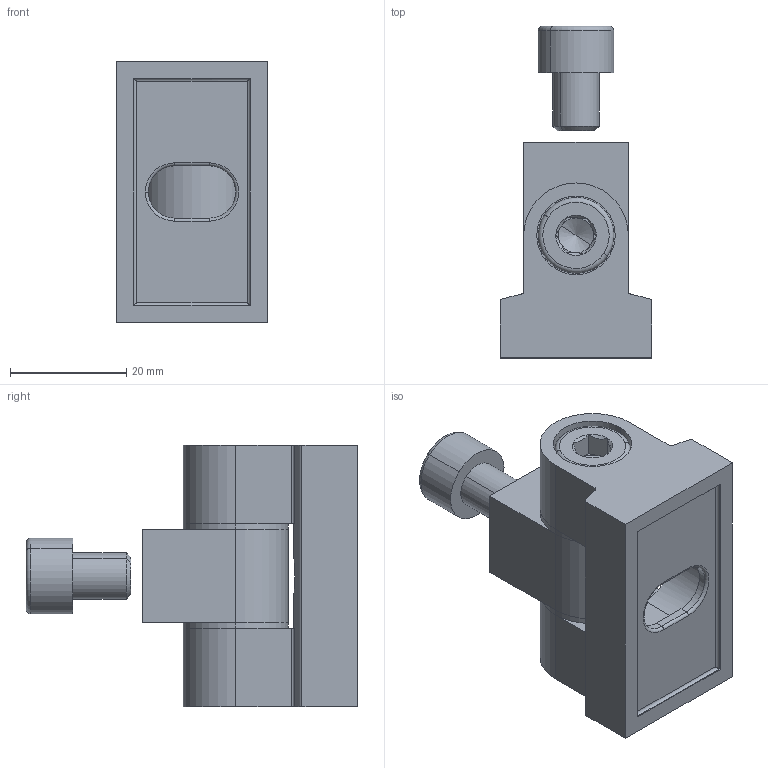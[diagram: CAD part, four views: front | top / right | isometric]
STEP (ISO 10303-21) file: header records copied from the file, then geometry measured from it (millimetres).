
FILE_DESCRIPTION (( 'STEP AP203' ), '1' );
FILE_NAME ('A14_1101-000.STEP', '2024-01-15T09:42:01', ( '' ), ( '' ), 'SwSTEP 2.0', 'SolidWorks 2019', '' );
FILE_SCHEMA (( 'CONFIG_CONTROL_DESIGN' ));
Length unit declared in the file: millimetre
Products named in the file (6): DIN 912_SKRUTKA M 8x 35; A14_1101-000.P1; A14_1101-000.P3; DIN 912_SKRUTKA M 8x 12; A14_1101-000.P2; A14_1101-000
Assembly tree (6 placements, depth 2):
  A14_1101-000
    A14_1101-000.P1
    A14_1101-000.P3  x2
    A14_1101-000.P2
    DIN 912_SKRUTKA M 8x 35
    DIN 912_SKRUTKA M 8x 12
Bounding box: 26 x 57 x 45 mm (x, y, z)
Volume: 26111.2 mm3; surface area: 12745.6 mm2
Topology: 6 solids, 6 shells, 147 faces, 330 edges, 197 vertices
Faces by surface type: plane 65, cylinder 47, cone 28, torus 7
Entity records: 4729 total; most frequent: CARTESIAN_POINT 882, DIRECTION 716, ORIENTED_EDGE 628, EDGE_CURVE 314, AXIS2_PLACEMENT_3D 275, VERTEX_POINT 189, LINE 166, VECTOR 166
